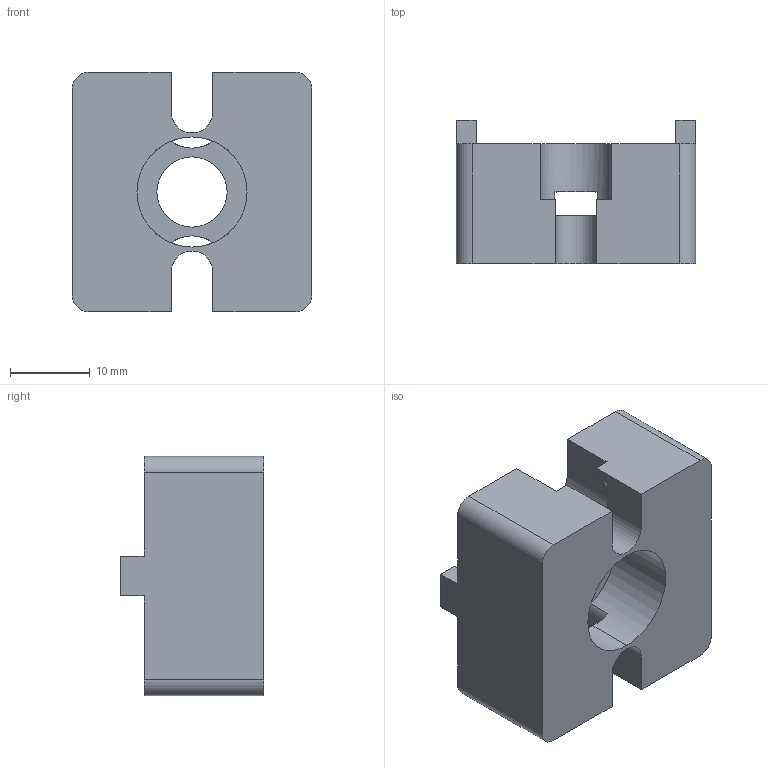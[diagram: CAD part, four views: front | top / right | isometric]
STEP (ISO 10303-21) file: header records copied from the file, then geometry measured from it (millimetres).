
FILE_DESCRIPTION (( 'STEP AP203' ), '1' );
FILE_NAME ('ALF-CPM8-30P.step', '2024-08-16T14:02:11', ( '' ), ( '' ), 'SwSTEP 2.0', 'SolidWorks 2022', '' );
FILE_SCHEMA (( 'CONFIG_CONTROL_DESIGN' ));
Length unit declared in the file: millimetre
Products named in the file (1): ALF-CPM8-30P
Bounding box: 30 x 18 x 30 mm (x, y, z)
Volume: 10057.5 mm3; surface area: 4280.9 mm2
Topology: 1 solids, 1 shells, 45 faces, 138 edges, 92 vertices
Faces by surface type: plane 31, cylinder 14
Entity records: 1641 total; most frequent: CARTESIAN_POINT 276, ORIENTED_EDGE 276, DIRECTION 270, EDGE_CURVE 138, LINE 98, VECTOR 98, VERTEX_POINT 92, AXIS2_PLACEMENT_3D 86
